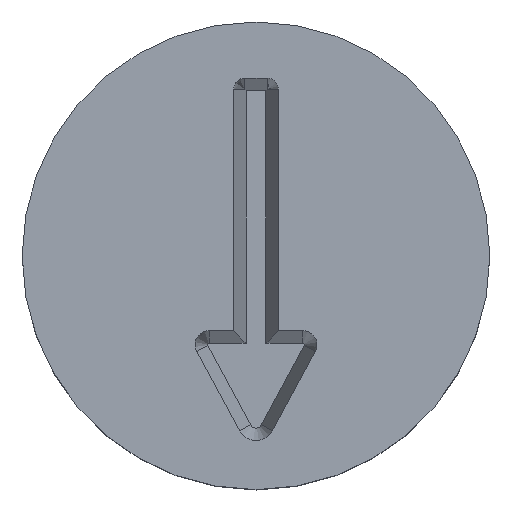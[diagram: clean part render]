
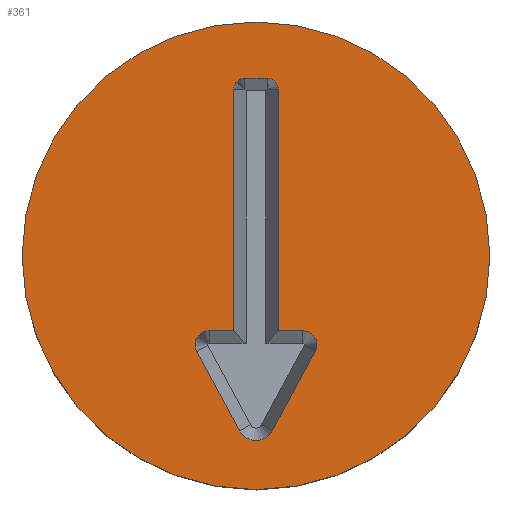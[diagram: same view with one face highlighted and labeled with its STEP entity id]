
A CAD part, top view. The second image highlights one B-rep face of the part: STEP entity #361.
In plain terms, the highlighted planar face has unit normal (0, 0, 1).
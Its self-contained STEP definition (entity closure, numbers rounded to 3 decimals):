
#16=FACE_BOUND('',#96,.T.);
#21=CIRCLE('',#389,0.076);
#23=CIRCLE('',#393,0.1);
#25=CIRCLE('',#397,0.076);
#26=CIRCLE('',#401,0.06);
#35=CIRCLE('',#419,1.25);
#52=PLANE('',#420);
#73=FACE_OUTER_BOUND('',#95,.T.);
#95=EDGE_LOOP('',(#327));
#96=EDGE_LOOP('',(#328,#329,#330,#331,#332,#333,#334,#335,#336,#337,#338,
#339));
#101=LINE('',#567,#132);
#104=LINE('',#573,#135);
#108=LINE('',#585,#139);
#112=LINE('',#597,#143);
#116=LINE('',#609,#147);
#120=LINE('',#617,#151);
#123=LINE('',#624,#154);
#132=VECTOR('',#429,10.);
#135=VECTOR('',#434,10.);
#139=VECTOR('',#446,10.);
#143=VECTOR('',#458,10.);
#147=VECTOR('',#470,10.);
#151=VECTOR('',#476,10.);
#154=VECTOR('',#485,10.);
#160=B_SPLINE_CURVE_WITH_KNOTS('',3,(#554,#555,#556,#557,#558),
 .UNSPECIFIED.,.F.,.F.,(4,1,4),(1.571,2.244,3.142),
 .UNSPECIFIED.);
#161=VERTEX_POINT('',#547);
#163=VERTEX_POINT('',#553);
#164=VERTEX_POINT('',#561);
#167=VERTEX_POINT('',#569);
#169=VERTEX_POINT('',#575);
#171=VERTEX_POINT('',#581);
#173=VERTEX_POINT('',#587);
#175=VERTEX_POINT('',#593);
#177=VERTEX_POINT('',#599);
#179=VERTEX_POINT('',#605);
#181=VERTEX_POINT('',#611);
#184=VERTEX_POINT('',#619);
#192=VERTEX_POINT('',#651);
#194=EDGE_CURVE('',#163,#161,#160,.T.);
#199=EDGE_CURVE('',#164,#163,#101,.T.);
#202=EDGE_CURVE('',#167,#164,#104,.T.);
#205=EDGE_CURVE('',#169,#167,#21,.T.);
#208=EDGE_CURVE('',#171,#169,#108,.T.);
#211=EDGE_CURVE('',#173,#171,#23,.T.);
#214=EDGE_CURVE('',#175,#173,#112,.T.);
#217=EDGE_CURVE('',#177,#175,#25,.T.);
#220=EDGE_CURVE('',#179,#177,#116,.T.);
#224=EDGE_CURVE('',#181,#179,#120,.T.);
#225=EDGE_CURVE('',#184,#181,#26,.T.);
#228=EDGE_CURVE('',#161,#184,#123,.T.);
#240=EDGE_CURVE('',#192,#192,#35,.T.);
#327=ORIENTED_EDGE('',*,*,#240,.F.);
#328=ORIENTED_EDGE('',*,*,#194,.T.);
#329=ORIENTED_EDGE('',*,*,#228,.T.);
#330=ORIENTED_EDGE('',*,*,#225,.T.);
#331=ORIENTED_EDGE('',*,*,#224,.T.);
#332=ORIENTED_EDGE('',*,*,#220,.T.);
#333=ORIENTED_EDGE('',*,*,#217,.T.);
#334=ORIENTED_EDGE('',*,*,#214,.T.);
#335=ORIENTED_EDGE('',*,*,#211,.T.);
#336=ORIENTED_EDGE('',*,*,#208,.T.);
#337=ORIENTED_EDGE('',*,*,#205,.T.);
#338=ORIENTED_EDGE('',*,*,#202,.T.);
#339=ORIENTED_EDGE('',*,*,#199,.T.);
#361=ADVANCED_FACE('',(#73,#16),#52,.F.);
#389=AXIS2_PLACEMENT_3D('',#579,#440,#441);
#393=AXIS2_PLACEMENT_3D('',#591,#452,#453);
#397=AXIS2_PLACEMENT_3D('',#603,#464,#465);
#401=AXIS2_PLACEMENT_3D('',#620,#479,#480);
#419=AXIS2_PLACEMENT_3D('',#652,#521,#522);
#420=AXIS2_PLACEMENT_3D('',#654,#524,#525);
#429=DIRECTION('',(0.,1.,0.));
#434=DIRECTION('',(1.,0.,0.));
#440=DIRECTION('center_axis',(0.,0.,-1.));
#441=DIRECTION('ref_axis',(0.,-1.,0.));
#446=DIRECTION('',(-0.476,0.88,0.));
#452=DIRECTION('center_axis',(0.,0.,-1.));
#453=DIRECTION('ref_axis',(0.88,0.476,0.));
#458=DIRECTION('',(-0.476,-0.88,0.));
#464=DIRECTION('center_axis',(0.,0.,-1.));
#465=DIRECTION('ref_axis',(-0.88,0.476,0.));
#470=DIRECTION('',(1.,0.,0.));
#476=DIRECTION('',(0.,-1.,0.));
#479=DIRECTION('center_axis',(0.,0.,-1.));
#480=DIRECTION('ref_axis',(-1.,0.,0.));
#485=DIRECTION('',(1.,0.,0.));
#521=DIRECTION('center_axis',(0.,0.,-1.));
#522=DIRECTION('ref_axis',(-1.,0.,0.));
#524=DIRECTION('center_axis',(0.,0.,-1.));
#525=DIRECTION('ref_axis',(-1.,0.,0.));
#547=CARTESIAN_POINT('',(-0.06,0.95,1.2));
#553=CARTESIAN_POINT('',(-0.12,0.89,1.2));
#554=CARTESIAN_POINT('Ctrl Pts',(-0.12,0.89,1.2));
#555=CARTESIAN_POINT('Ctrl Pts',(-0.12,0.903,1.2));
#556=CARTESIAN_POINT('Ctrl Pts',(-0.109,0.935,1.2));
#557=CARTESIAN_POINT('Ctrl Pts',(-0.078,0.95,1.2));
#558=CARTESIAN_POINT('Ctrl Pts',(-0.06,0.95,1.2));
#561=CARTESIAN_POINT('',(-0.12,-0.4,1.2));
#567=CARTESIAN_POINT('',(-0.12,0.445,1.2));
#569=CARTESIAN_POINT('',(-0.25,-0.4,1.2));
#573=CARTESIAN_POINT('',(-0.06,-0.4,1.2));
#575=CARTESIAN_POINT('',(-0.317,-0.512,1.2));
#579=CARTESIAN_POINT('Origin',(-0.25,-0.476,1.2));
#581=CARTESIAN_POINT('',(-0.088,-0.935,1.2));
#585=CARTESIAN_POINT('',(-0.388,-0.38,1.2));
#587=CARTESIAN_POINT('',(0.088,-0.935,1.2));
#591=CARTESIAN_POINT('Origin',(0.,-0.887,
1.2));
#593=CARTESIAN_POINT('',(0.317,-0.512,1.2));
#597=CARTESIAN_POINT('',(0.274,-0.592,1.2));
#599=CARTESIAN_POINT('',(0.25,-0.4,1.2));
#603=CARTESIAN_POINT('Origin',(0.25,-0.476,1.2));
#605=CARTESIAN_POINT('',(0.12,-0.4,1.2));
#609=CARTESIAN_POINT('',(0.125,-0.4,1.2));
#611=CARTESIAN_POINT('',(0.12,0.89,1.2));
#617=CARTESIAN_POINT('',(0.12,-0.2,1.2));
#619=CARTESIAN_POINT('',(0.06,0.95,1.2));
#620=CARTESIAN_POINT('Origin',(0.06,0.89,1.2));
#624=CARTESIAN_POINT('',(0.,0.95,1.2));
#651=CARTESIAN_POINT('',(1.25,0.,1.2));
#652=CARTESIAN_POINT('Origin',(0.,0.,1.2));
#654=CARTESIAN_POINT('Origin',(0.,0.,1.2));
